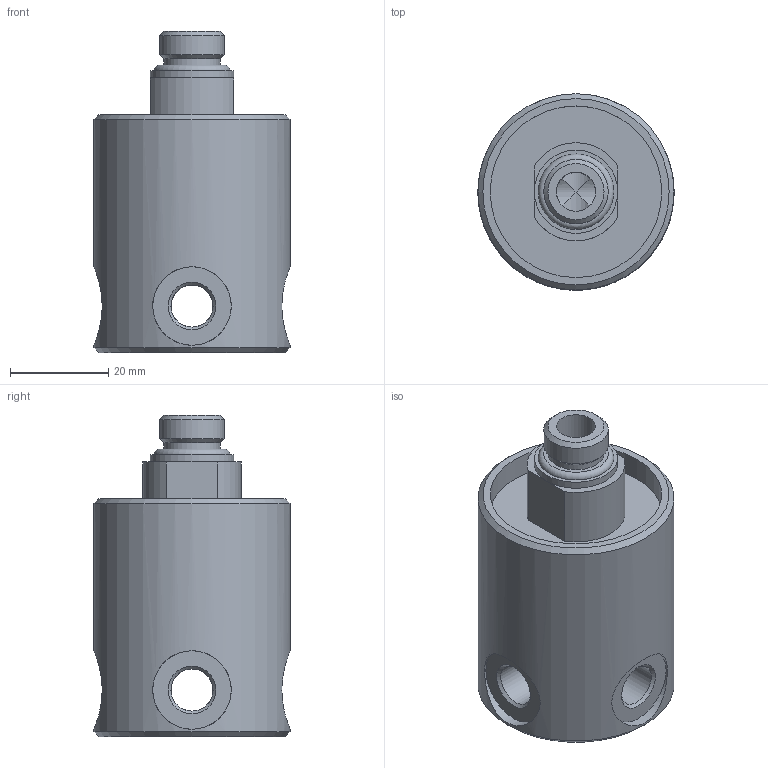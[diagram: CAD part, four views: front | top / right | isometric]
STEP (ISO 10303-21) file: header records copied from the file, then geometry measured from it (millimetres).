
FILE_DESCRIPTION(/* description */ ('STEP AP214'),/* implementation_level */ '2;1');
FILE_NAME(/* name */ '539291_GF-1_4-1_8',/* time_stamp */ '2024-08-28T20:18:47+02:00',/* author */ ('License CC BY-ND 4.0'),/* organization */ ('CADENAS'),/* preprocessor_version */ 'ST-DEVELOPER v19.3',/* originating_system */ 'PARTsolutions',/* authorisation */ ' ');
FILE_SCHEMA (('AUTOMOTIVE_DESIGN {1 0 10303 214 3 1 1}'));
Length unit declared in the file: millimetre
Products named in the file (1): 539291 GF-1/4-1/8
Bounding box: 40 x 40 x 65.5 mm (x, y, z)
Volume: 53254.5 mm3; surface area: 13226 mm2
Topology: 1 solids, 1 shells, 45 faces, 98 edges, 59 vertices
Faces by surface type: cylinder 18, plane 14, cone 12, torus 1
Full cylindrical faces by diameter (mm): 4.134 x2, 8 x1, 8.566 x4, 11.445 x1, 13.157 x1, 16 x4, 17 x1, 35 x1, 40 x1
Entity records: 1144 total; most frequent: CARTESIAN_POINT 257, DIRECTION 188, ORIENTED_EDGE 122, FACE_BOUND 89, AXIS2_PLACEMENT_3D 89, EDGE_LOOP 87, EDGE_CURVE 61, VERTEX_POINT 54
